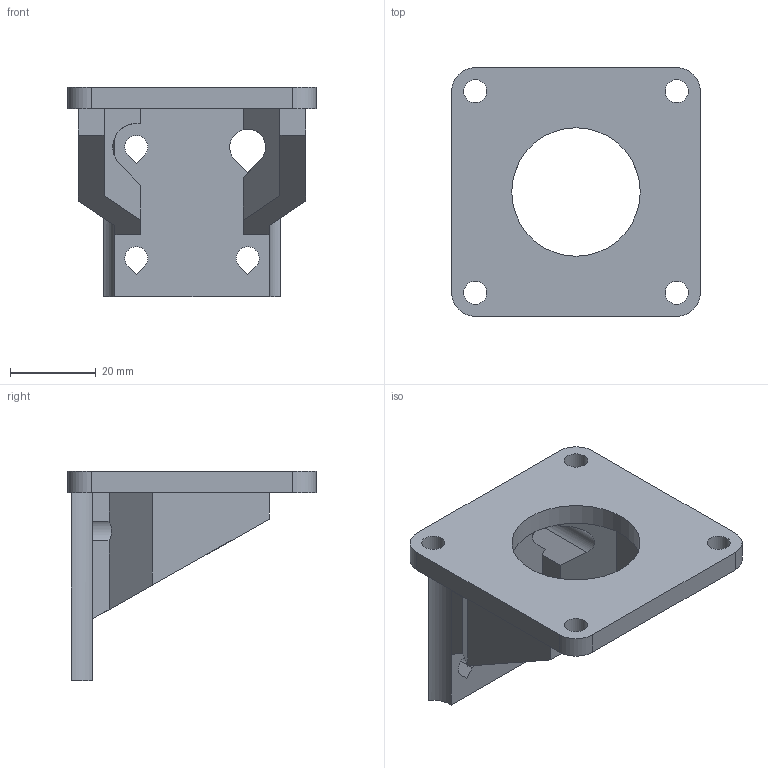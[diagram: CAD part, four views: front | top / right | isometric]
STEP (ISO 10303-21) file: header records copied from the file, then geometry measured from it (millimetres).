
FILE_DESCRIPTION( ( 'Unknown' ), '1' );
FILE_NAME( 'Y-motor-bracket.stp', 'Unknown', ( 'Ed Sells' ), ( 'University of Bath' ), 'XStep 1.0', 'Solid Edge v19', ' ' );
FILE_SCHEMA( ( 'CONFIG_CONTROL_DESIGN' ) );
Length unit declared in the file: millimetre
Products named in the file (1): 1
Bounding box: 58.1 x 58.1 x 49 mm (x, y, z)
Volume: 29139.2 mm3; surface area: 14273.7 mm2
Topology: 1 solids, 1 shells, 55 faces, 163 edges, 109 vertices
Faces by surface type: plane 37, cylinder 18
Full cylindrical faces by diameter (mm): 5.4 x4, 30 x1
Entity records: 1894 total; most frequent: CARTESIAN_POINT 327, ORIENTED_EDGE 314, DIRECTION 304, EDGE_CURVE 157, LINE 118, VECTOR 118, VERTEX_POINT 108, AXIS2_PLACEMENT_3D 93
